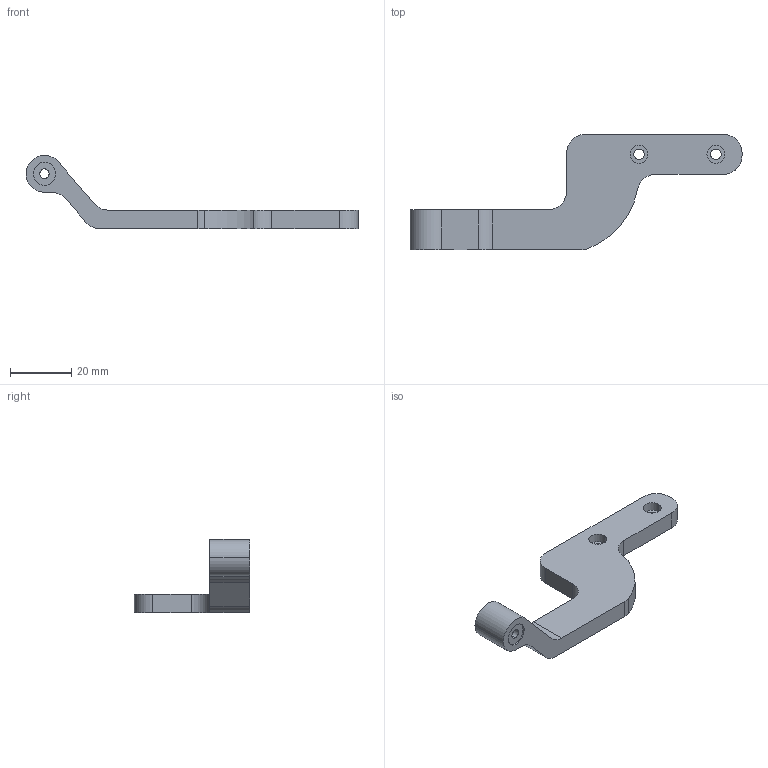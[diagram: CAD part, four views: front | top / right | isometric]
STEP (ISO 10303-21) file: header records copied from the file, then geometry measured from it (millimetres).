
FILE_DESCRIPTION((''),'2;1');
FILE_NAME('FINAL_ARM_LOWER','2025-03-07T10:04:54',('Ethan'),(''),'CREO PARAMETRIC BY PTC INC, 2024063','CREO PARAMETRIC BY PTC INC, 2024063','');
FILE_SCHEMA(('CONFIG_CONTROL_DESIGN'));
Length unit declared in the file: millimetre
Products named in the file (1): FINAL_ARM_LOWER
Bounding box: 108 x 37.5 x 23.81 mm (x, y, z)
Volume: 11885.5 mm3; surface area: 5924 mm2
Topology: 1 solids, 1 shells, 41 faces, 105 edges, 70 vertices
Faces by surface type: cylinder 20, plane 15, extrusion 6
Entity records: 1427 total; most frequent: CARTESIAN_POINT 340, DIRECTION 221, ORIENTED_EDGE 210, EDGE_CURVE 105, AXIS2_PLACEMENT_3D 81, VERTEX_POINT 70, VECTOR 59, LINE 53
